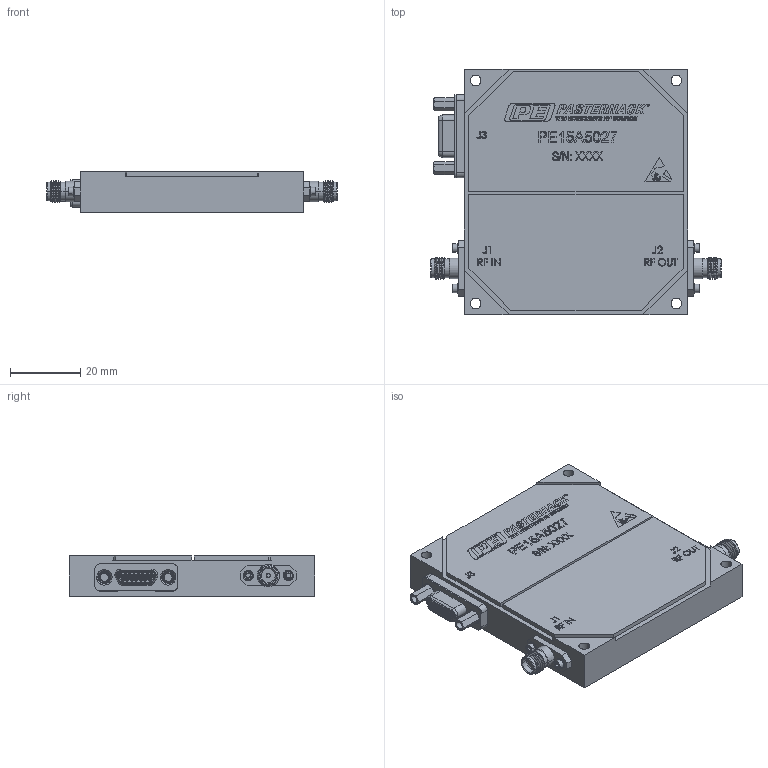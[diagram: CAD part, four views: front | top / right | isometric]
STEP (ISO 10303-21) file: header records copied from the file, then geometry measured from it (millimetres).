
FILE_DESCRIPTION (( 'STEP AP203' ), '1' );
FILE_NAME ('PE15A5027.step', '2018-07-02T16:45:28', ( '' ), ( '' ), 'SwSTEP 2.0', 'SolidWorks 2017', '' );
FILE_SCHEMA (( 'CONFIG_CONTROL_DESIGN' ));
Products named in the file (1): PE15A5027
Bounding box: 82.65 x 69.85 x 11.43 mm (x, y, z)
Volume: 51245.9 mm3; surface area: 14384.3 mm2
Topology: 3 solids, 9 shells, 1600 faces, 4169 edges, 2719 vertices
Faces by surface type: plane 857, cylinder 304, bspline 279, cone 124, torus 36
Entity records: 67901 total; most frequent: CARTESIAN_POINT 31032, ORIENTED_EDGE 8278, DIRECTION 6378, EDGE_CURVE 4139, VERTEX_POINT 2719, LINE 2624, VECTOR 2624, AXIS2_PLACEMENT_3D 1877
